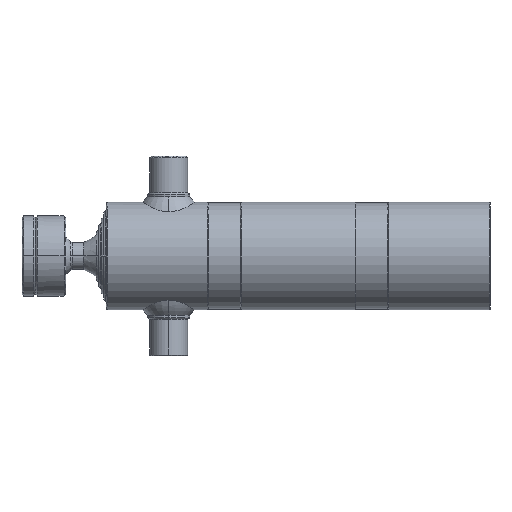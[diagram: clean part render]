
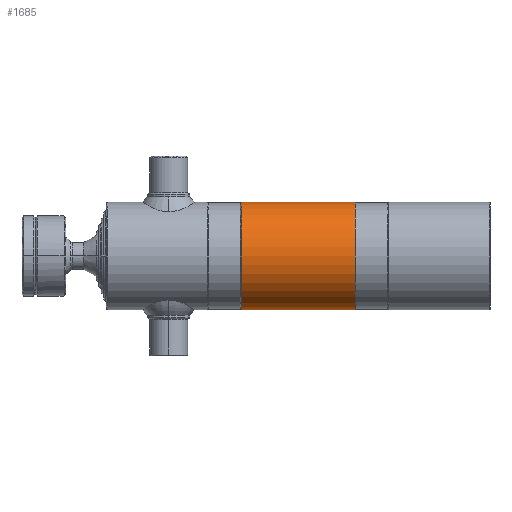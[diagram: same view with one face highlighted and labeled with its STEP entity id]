
A CAD part, left-side view. The second image highlights one B-rep face of the part: STEP entity #1685.
In plain terms, the highlighted cylindrical face has radius 64 mm (diameter 128 mm), a partial arc.
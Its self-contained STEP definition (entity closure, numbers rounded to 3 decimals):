
#414 = CARTESIAN_POINT ( 'NONE',  ( 0., -30.734, 0. ) ) ;
#1020 = ORIENTED_EDGE ( 'NONE', *, *, #2019, .F. ) ;
#1362 = CIRCLE ( 'NONE', #2191, 64. ) ;
#1685 = ADVANCED_FACE ( 'NONE', ( #3656 ), #7643, .T. ) ;
#1712 = CARTESIAN_POINT ( 'NONE',  ( 0., 160., 0. ) ) ;
#1946 = CIRCLE ( 'NONE', #3265, 64. ) ;
#1979 = DIRECTION ( 'NONE',  ( 0., -1., 0. ) ) ;
#2019 = EDGE_CURVE ( 'NONE', #2893, #9162, #9157, .T. ) ;
#2191 = AXIS2_PLACEMENT_3D ( 'NONE', #1712, #1979, #5142 ) ;
#2247 = AXIS2_PLACEMENT_3D ( 'NONE', #414, #10044, #6093 ) ;
#2451 = EDGE_CURVE ( 'NONE', #2893, #9257, #1946, .T. ) ;
#2745 = ORIENTED_EDGE ( 'NONE', *, *, #3319, .T. ) ;
#2868 = CARTESIAN_POINT ( 'NONE',  ( 0., 295., 64. ) ) ;
#2893 = VERTEX_POINT ( 'NONE', #2868 ) ;
#3090 = CARTESIAN_POINT ( 'NONE',  ( 0., -30.734, -64. ) ) ;
#3265 = AXIS2_PLACEMENT_3D ( 'NONE', #4330, #6728, #6567 ) ;
#3319 = EDGE_CURVE ( 'NONE', #9257, #5893, #7756, .T. ) ;
#3656 = FACE_OUTER_BOUND ( 'NONE', #8209, .T. ) ;
#3718 = ORIENTED_EDGE ( 'NONE', *, *, #2451, .T. ) ;
#4330 = CARTESIAN_POINT ( 'NONE',  ( 0., 295., 0. ) ) ;
#4648 = CARTESIAN_POINT ( 'NONE',  ( 0., 160., 64. ) ) ;
#5142 = DIRECTION ( 'NONE',  ( 0., 0., -1. ) ) ;
#5144 = EDGE_CURVE ( 'NONE', #9162, #5893, #1362, .T. ) ;
#5893 = VERTEX_POINT ( 'NONE', #8854 ) ;
#5985 = CARTESIAN_POINT ( 'NONE',  ( 0., -30.734, 64. ) ) ;
#6077 = CARTESIAN_POINT ( 'NONE',  ( 0., 295., -64. ) ) ;
#6093 = DIRECTION ( 'NONE',  ( 0., 0., -1. ) ) ;
#6567 = DIRECTION ( 'NONE',  ( 0., 0., -1. ) ) ;
#6629 = VECTOR ( 'NONE', #9374, 1000. ) ;
#6728 = DIRECTION ( 'NONE',  ( 0., -1., 0. ) ) ;
#6903 = VECTOR ( 'NONE', #8313, 1000. ) ;
#7165 = ORIENTED_EDGE ( 'NONE', *, *, #5144, .F. ) ;
#7643 = CYLINDRICAL_SURFACE ( 'NONE', #2247, 64. ) ;
#7756 = LINE ( 'NONE', #3090, #6629 ) ;
#8209 = EDGE_LOOP ( 'NONE', ( #1020, #3718, #2745, #7165 ) ) ;
#8313 = DIRECTION ( 'NONE',  ( 0., -1., 0. ) ) ;
#8854 = CARTESIAN_POINT ( 'NONE',  ( 0., 160., -64. ) ) ;
#9157 = LINE ( 'NONE', #5985, #6903 ) ;
#9162 = VERTEX_POINT ( 'NONE', #4648 ) ;
#9257 = VERTEX_POINT ( 'NONE', #6077 ) ;
#9374 = DIRECTION ( 'NONE',  ( 0., -1., 0. ) ) ;
#10044 = DIRECTION ( 'NONE',  ( 0., -1., 0. ) ) ;
